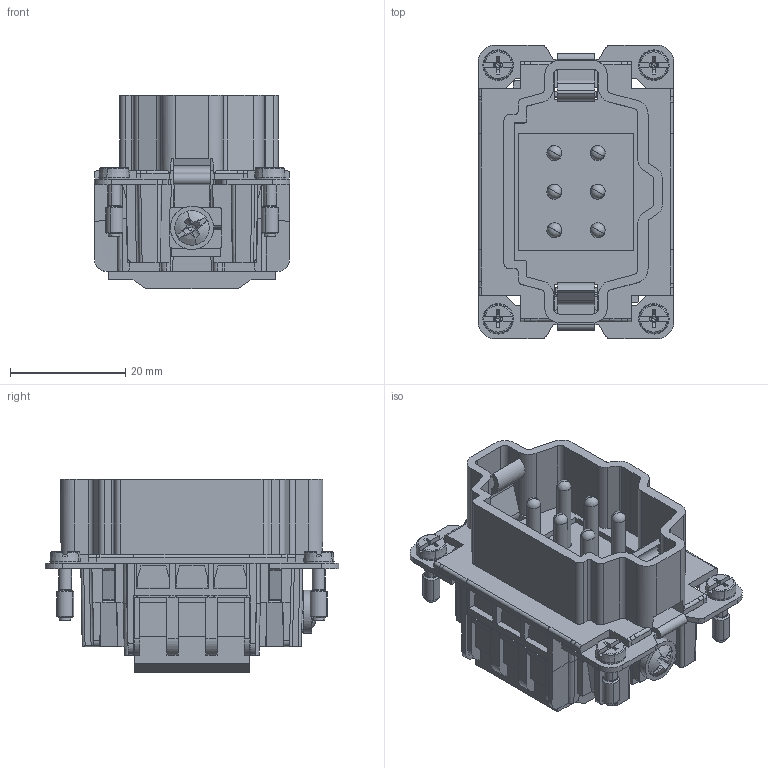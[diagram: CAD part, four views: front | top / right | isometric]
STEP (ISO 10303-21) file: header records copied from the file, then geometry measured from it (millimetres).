
FILE_DESCRIPTION(('CATIA V5 STEP Exchange','CAx-IF Rec.Pracs.--- Model Styling and Organization---1.4--- 2014-01-23'),'2;1');
FILE_NAME ('020269-3_0', '2021-12-07T16:33:25+00:00', ('none'), ('Weidmueller'), 'CATIA Version 5-6 Release 2016 SP3 HF44', 'CATIA V5 STEP AP214', 'none');
FILE_SCHEMA(('AUTOMOTIVE_DESIGN { 1 0 10303 214 1 1 1 1 }'));
Length unit declared in the file: millimetre
Products named in the file (1): 1745820000
Bounding box: 34 x 51 x 33.5 mm (x, y, z)
Volume: 20851.2 mm3; surface area: 15362 mm2
Topology: 2 solids, 8 shells, 1315 faces, 3926 edges, 2613 vertices
Faces by surface type: plane 875, cylinder 319, cone 57, torus 44, extrusion 10, bspline 8, sphere 2
Entity records: 42561 total; most frequent: CARTESIAN_POINT 9742, ORIENTED_EDGE 7830, DIRECTION 5202, EDGE_CURVE 3915, VECTOR 2824, LINE 2814, VERTEX_POINT 2613, AXIS2_PLACEMENT_3D 1559
